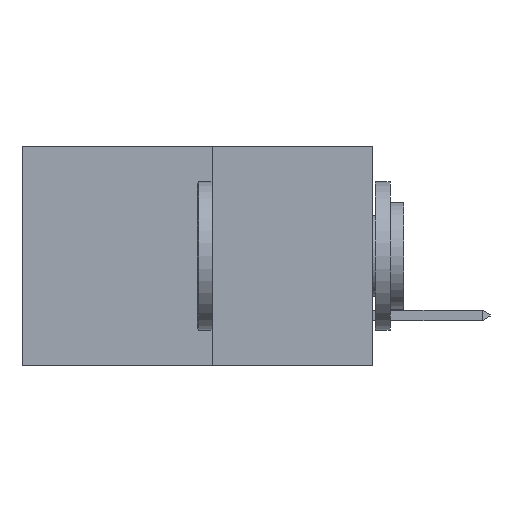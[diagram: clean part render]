
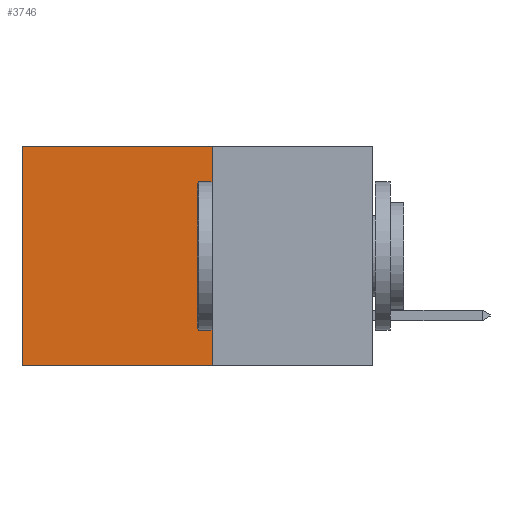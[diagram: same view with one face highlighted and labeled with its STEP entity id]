
A CAD part, left-side view. The second image highlights one B-rep face of the part: STEP entity #3746.
In plain terms, the highlighted planar face has unit normal (-1, 0, 0).
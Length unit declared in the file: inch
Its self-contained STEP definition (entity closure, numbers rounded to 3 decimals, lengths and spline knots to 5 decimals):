
#1111 = ORIENTED_EDGE ( 'NONE', *, *, #16130, .T. ) ;
#2591 = ORIENTED_EDGE ( 'NONE', *, *, #21006, .T. ) ;
#2668 = CARTESIAN_POINT ( 'NONE',  ( 0.277, 0.27, 0. ) ) ;
#2768 = VECTOR ( 'NONE', #13837, 39.37008 ) ;
#3076 = CARTESIAN_POINT ( 'NONE',  ( 0.277, 0.59, -0.37 ) ) ;
#3746 = ADVANCED_FACE ( 'NONE', ( #8344 ), #15336, .F. ) ;
#4431 = CARTESIAN_POINT ( 'NONE',  ( 0.277, 0.27, -0.37 ) ) ;
#4705 = ORIENTED_EDGE ( 'NONE', *, *, #11792, .F. ) ;
#4867 = VERTEX_POINT ( 'NONE', #24679 ) ;
#5216 = VECTOR ( 'NONE', #8791, 39.37008 ) ;
#6052 = LINE ( 'NONE', #4431, #20732 ) ;
#8344 = FACE_OUTER_BOUND ( 'NONE', #23558, .T. ) ;
#8791 = DIRECTION ( 'NONE',  ( 0., 1., 0. ) ) ;
#10399 = DIRECTION ( 'NONE',  ( 0., 0., -1. ) ) ;
#10435 = VERTEX_POINT ( 'NONE', #2668 ) ;
#11791 = CARTESIAN_POINT ( 'NONE',  ( 0.277, 0.59, 0. ) ) ;
#11792 = EDGE_CURVE ( 'NONE', #4867, #23044, #6052, .T. ) ;
#12053 = AXIS2_PLACEMENT_3D ( 'NONE', #15124, #16952, #16921 ) ;
#12215 = DIRECTION ( 'NONE',  ( 0., 1., 0. ) ) ;
#12249 = CARTESIAN_POINT ( 'NONE',  ( 0.277, 0.27, -0.37 ) ) ;
#13063 = LINE ( 'NONE', #19443, #2768 ) ;
#13837 = DIRECTION ( 'NONE',  ( 0., 0., -1. ) ) ;
#15124 = CARTESIAN_POINT ( 'NONE',  ( 0.277, 0.27, -0.37 ) ) ;
#15336 = PLANE ( 'NONE',  #12053 ) ;
#16130 = EDGE_CURVE ( 'NONE', #10435, #16491, #19894, .T. ) ;
#16491 = VERTEX_POINT ( 'NONE', #11791 ) ;
#16921 = DIRECTION ( 'NONE',  ( 0., 0., -1. ) ) ;
#16952 = DIRECTION ( 'NONE',  ( 1., 0., 0. ) ) ;
#18106 = VECTOR ( 'NONE', #10399, 39.37008 ) ;
#19443 = CARTESIAN_POINT ( 'NONE',  ( 0.277, 0.59, -0.37 ) ) ;
#19894 = LINE ( 'NONE', #23946, #5216 ) ;
#20547 = EDGE_CURVE ( 'NONE', #10435, #4867, #23084, .T. ) ;
#20732 = VECTOR ( 'NONE', #12215, 39.37008 ) ;
#21006 = EDGE_CURVE ( 'NONE', #16491, #23044, #13063, .T. ) ;
#22629 = ORIENTED_EDGE ( 'NONE', *, *, #20547, .F. ) ;
#23044 = VERTEX_POINT ( 'NONE', #3076 ) ;
#23084 = LINE ( 'NONE', #12249, #18106 ) ;
#23558 = EDGE_LOOP ( 'NONE', ( #2591, #4705, #22629, #1111 ) ) ;
#23946 = CARTESIAN_POINT ( 'NONE',  ( 0.277, 0.27, 0. ) ) ;
#24679 = CARTESIAN_POINT ( 'NONE',  ( 0.277, 0.27, -0.37 ) ) ;
